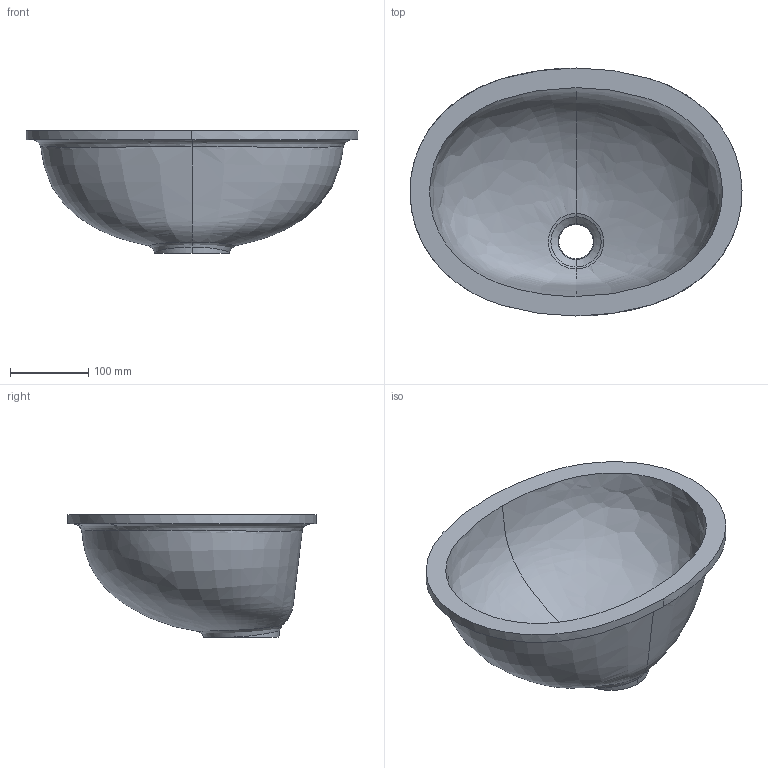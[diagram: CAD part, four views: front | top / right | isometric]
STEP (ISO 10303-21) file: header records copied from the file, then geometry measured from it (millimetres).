
FILE_DESCRIPTION (( 'STEP AP214' ), '1' );
FILE_NAME ('820_FINISHED.STEP', '2018-07-17T09:01:12', ( '' ), ( '' ), 'SwSTEP 2.0', 'SolidWorks 2014', '' );
FILE_SCHEMA (( 'AUTOMOTIVE_DESIGN' ));
Length unit declared in the file: millimetre
Products named in the file (1): 820_FINISHED
Bounding box: 422.99 x 316 x 156.68 mm (x, y, z)
Volume: 2013462 mm3; surface area: 381872.1 mm2
Topology: 1 solids, 1 shells, 31 faces, 66 edges, 38 vertices
Faces by surface type: bspline 12, torus 10, cone 6, plane 3
Entity records: 11101 total; most frequent: CARTESIAN_POINT 10476, ORIENTED_EDGE 132, DIRECTION 105, EDGE_CURVE 66, AXIS2_PLACEMENT_3D 49, VERTEX_POINT 38, EDGE_LOOP 34, FACE_OUTER_BOUND 31
